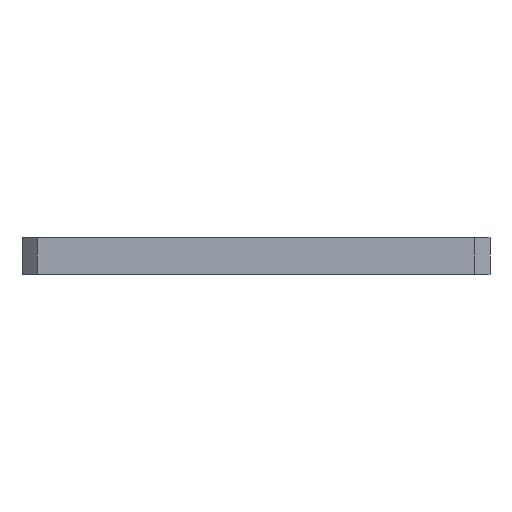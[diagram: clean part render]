
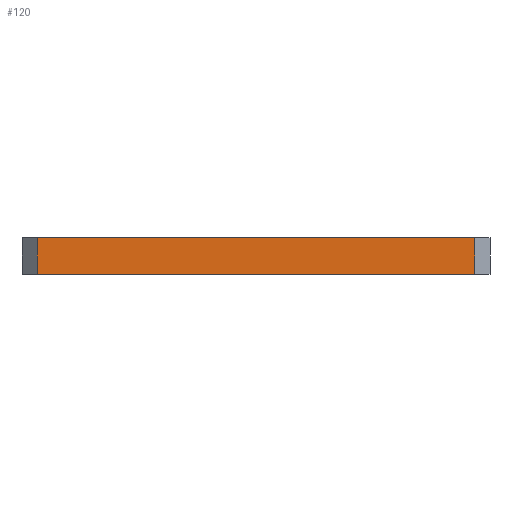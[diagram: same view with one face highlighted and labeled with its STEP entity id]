
A CAD part, left-side view. The second image highlights one B-rep face of the part: STEP entity #120.
In plain terms, the highlighted planar face has unit normal (-1, 0, 0).
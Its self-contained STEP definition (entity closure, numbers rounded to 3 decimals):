
#6 = EDGE_CURVE ( 'NONE', #632, #134, #64, .T. ) ;
#8 = PLANE ( 'NONE',  #548 ) ;
#12 = CARTESIAN_POINT ( 'NONE',  ( 0., -71., 0. ) ) ;
#45 = ORIENTED_EDGE ( 'NONE', *, *, #282, .T. ) ;
#47 = LINE ( 'NONE', #325, #66 ) ;
#54 = CARTESIAN_POINT ( 'NONE',  ( 0., -71., 6. ) ) ;
#64 = LINE ( 'NONE', #528, #464 ) ;
#66 = VECTOR ( 'NONE', #383, 1000. ) ;
#120 = ADVANCED_FACE ( 'NONE', ( #633 ), #8, .T. ) ;
#129 = DIRECTION ( 'NONE',  ( 0., 0., 1. ) ) ;
#134 = VERTEX_POINT ( 'NONE', #692 ) ;
#147 = LINE ( 'NONE', #318, #382 ) ;
#248 = DIRECTION ( 'NONE',  ( -1., 0., 0. ) ) ;
#249 = DIRECTION ( 'NONE',  ( 0., 0., 1. ) ) ;
#274 = CARTESIAN_POINT ( 'NONE',  ( 0., -73.5, 6. ) ) ;
#282 = EDGE_CURVE ( 'NONE', #632, #337, #147, .T. ) ;
#283 = ORIENTED_EDGE ( 'NONE', *, *, #617, .T. ) ;
#292 = EDGE_LOOP ( 'NONE', ( #401, #547, #45, #283 ) ) ;
#298 = VECTOR ( 'NONE', #340, 1000. ) ;
#318 = CARTESIAN_POINT ( 'NONE',  ( 0., -2.5, 0. ) ) ;
#325 = CARTESIAN_POINT ( 'NONE',  ( 0., -73.5, 0. ) ) ;
#337 = VERTEX_POINT ( 'NONE', #609 ) ;
#340 = DIRECTION ( 'NONE',  ( 0., -1., 0. ) ) ;
#382 = VECTOR ( 'NONE', #648, 1000. ) ;
#383 = DIRECTION ( 'NONE',  ( 0., 0., 1. ) ) ;
#401 = ORIENTED_EDGE ( 'NONE', *, *, #509, .F. ) ;
#406 = LINE ( 'NONE', #54, #298 ) ;
#464 = VECTOR ( 'NONE', #249, 1000. ) ;
#492 = CARTESIAN_POINT ( 'NONE',  ( 0., -2.5, 0. ) ) ;
#509 = EDGE_CURVE ( 'NONE', #134, #670, #406, .T. ) ;
#528 = CARTESIAN_POINT ( 'NONE',  ( 0., -2.5, 0. ) ) ;
#547 = ORIENTED_EDGE ( 'NONE', *, *, #6, .F. ) ;
#548 = AXIS2_PLACEMENT_3D ( 'NONE', #12, #248, #129 ) ;
#609 = CARTESIAN_POINT ( 'NONE',  ( 0., -73.5, 0. ) ) ;
#617 = EDGE_CURVE ( 'NONE', #337, #670, #47, .T. ) ;
#632 = VERTEX_POINT ( 'NONE', #492 ) ;
#633 = FACE_OUTER_BOUND ( 'NONE', #292, .T. ) ;
#648 = DIRECTION ( 'NONE',  ( 0., -1., 0. ) ) ;
#670 = VERTEX_POINT ( 'NONE', #274 ) ;
#692 = CARTESIAN_POINT ( 'NONE',  ( 0., -2.5, 6. ) ) ;
